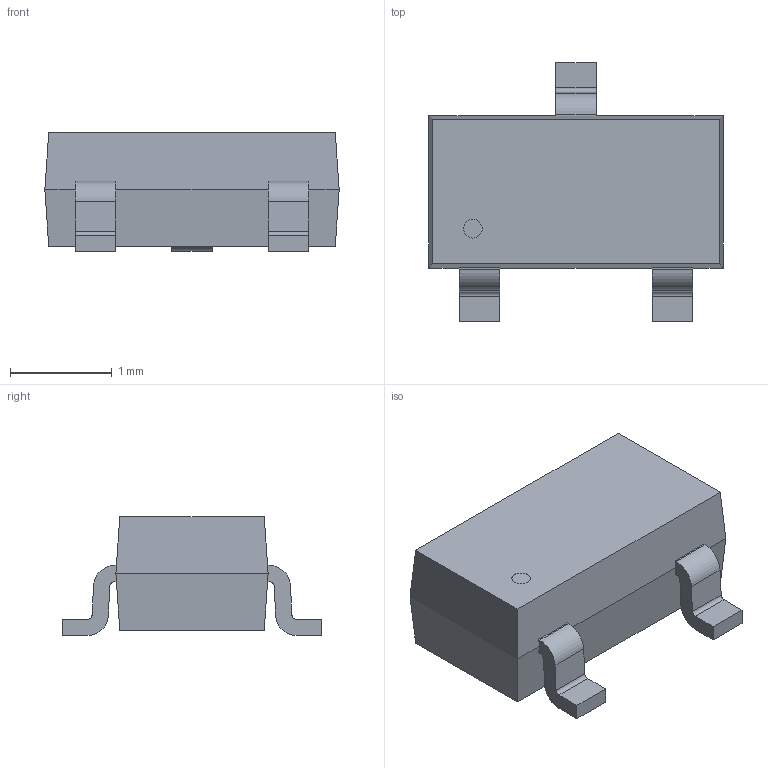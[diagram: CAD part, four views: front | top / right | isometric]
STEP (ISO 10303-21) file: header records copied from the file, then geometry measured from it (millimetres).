
FILE_DESCRIPTION (( 'STEP AP214' ), '1' );
FILE_NAME ('SOT-23-3_L2.9-W1.5-P1.90-LS2.6-BL.STEP', '2021-08-04T00:26:08', ( 'PC' ), ( 'Microsoft' ), 'SwSTEP 2.0', 'SolidWorks 2018', '' );
FILE_SCHEMA (( 'AUTOMOTIVE_DESIGN' ));
Length unit declared in the file: millimetre
Products named in the file (2): SOT-23-3_L2.9-W1.5-P1.90-LS2.6-BL
Bounding box: 2.9 x 2.55 x 1.17 mm (x, y, z)
Volume: 4.9 mm3; surface area: 20.9 mm2
Topology: 1 solids, 1 shells, 111 faces, 299 edges, 198 vertices
Faces by surface type: plane 83, cylinder 14, bspline 14
Entity records: 5399 total; most frequent: CARTESIAN_POINT 1408, ORIENTED_EDGE 598, DIRECTION 497, EDGE_CURVE 299, LINE 243, VECTOR 243, VERTEX_POINT 198, AXIS2_PLACEMENT_3D 127
